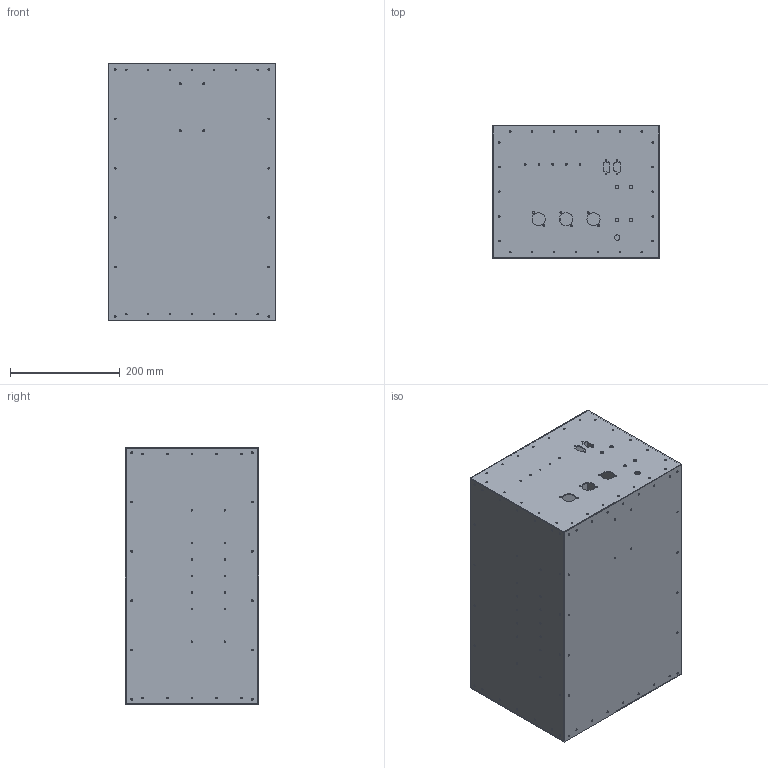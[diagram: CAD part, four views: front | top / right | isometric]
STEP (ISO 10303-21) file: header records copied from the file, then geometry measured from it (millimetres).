
FILE_DESCRIPTION(/* description */ (''),/* implementation_level */ '2;1');
FILE_NAME(/* name */ 'SNAPBox.stp',/* time_stamp */ '2017-02-21T12:46:27+02:00',/* author */ ('acro'),/* organization */ (''),/* preprocessor_version */ 'ST-DEVELOPER v16.5',/* originating_system */ 'Autodesk Inventor 2017',/* authorisation */ '');
FILE_SCHEMA (('AUTOMOTIVE_DESIGN { 1 0 10303 214 3 1 1 }'));
Length unit declared in the file: inch
Products named in the file (7): SNAPBox; LHS_1; Front_1; RHS_2; Rearview_1; Top_1; Bottom_1
Assembly tree (6 placements, depth 2):
  SNAPBox
    LHS_1
    Front_1
    RHS_2
    Rearview_1
    Top_1
    Bottom_1
Bounding box: 303.2 x 243.2 x 468.2 mm (x, y, z)
Volume: 1217249.1 mm3; surface area: 1539738.1 mm2
Topology: 6 solids, 6 shells, 258 faces, 738 edges, 492 vertices
Faces by surface type: cylinder 212, plane 46
Full cylindrical faces by diameter (mm): 3 x181, 3.05 x4, 3.2 x6, 6.4 x9, 9.7 x1, 24 x3
Entity records: 8663 total; most frequent: DIRECTION 1500, CARTESIAN_POINT 1297, ORIENTED_EDGE 1068, EDGE_LOOP 874, AXIS2_PLACEMENT_3D 695, FACE_BOUND 616, EDGE_CURVE 534, VERTEX_POINT 492
